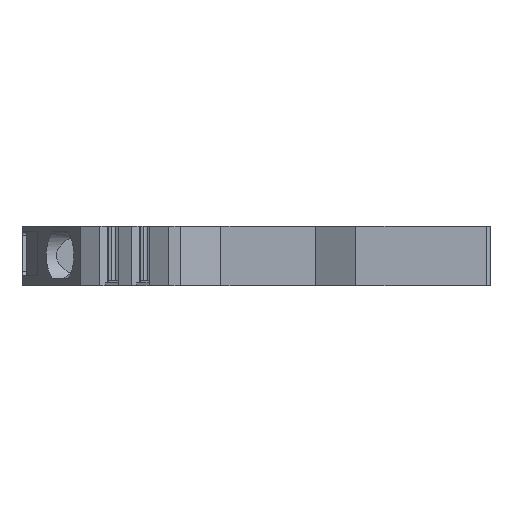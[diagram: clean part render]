
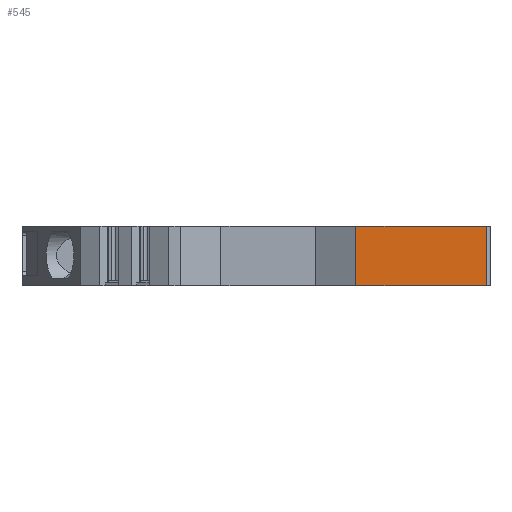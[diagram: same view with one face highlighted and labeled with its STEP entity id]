
A CAD part, left-side view. The second image highlights one B-rep face of the part: STEP entity #545.
In plain terms, the highlighted planar face has unit normal (-1, 0, 0).
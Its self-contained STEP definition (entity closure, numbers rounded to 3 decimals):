
#545=ADVANCED_FACE('',(#1144),#874,.T.);
#874=PLANE('',#7510);
#1144=FACE_OUTER_BOUND('',#1536,.T.);
#1536=EDGE_LOOP('',(#4248,#4249,#4250,#4251));
#1825=LINE('',#10081,#2529);
#1959=LINE('',#10394,#2663);
#2228=LINE('',#11352,#2932);
#2229=LINE('',#11353,#2933);
#2529=VECTOR('',#7994,1.);
#2663=VECTOR('',#8174,1.);
#2932=VECTOR('',#8977,1.);
#2933=VECTOR('',#8978,1.);
#4248=ORIENTED_EDGE('',*,*,#6156,.F.);
#4249=ORIENTED_EDGE('',*,*,#6556,.F.);
#4250=ORIENTED_EDGE('',*,*,#6000,.T.);
#4251=ORIENTED_EDGE('',*,*,#6557,.F.);
#5340=VERTEX_POINT('',#10080);
#5341=VERTEX_POINT('',#10082);
#5496=VERTEX_POINT('',#10393);
#5497=VERTEX_POINT('',#10395);
#6000=EDGE_CURVE('',#5341,#5340,#1825,.T.);
#6156=EDGE_CURVE('',#5496,#5497,#1959,.T.);
#6556=EDGE_CURVE('',#5341,#5496,#2228,.T.);
#6557=EDGE_CURVE('',#5497,#5340,#2229,.T.);
#7510=AXIS2_PLACEMENT_3D('',#11354,#8979,#8980);
#7994=DIRECTION('',(0.,-1.,0.));
#8174=DIRECTION('',(0.,-1.,0.));
#8977=DIRECTION('',(0.,0.,1.));
#8978=DIRECTION('',(0.,0.,-1.));
#8979=DIRECTION('',(-1.,0.,0.));
#8980=DIRECTION('',(0.,0.,1.));
#10080=CARTESIAN_POINT('',(-36.,-6.4,-5.1));
#10081=CARTESIAN_POINT('',(-36.,4.736,-5.1));
#10082=CARTESIAN_POINT('',(-36.,4.736,-5.1));
#10393=CARTESIAN_POINT('',(-36.,4.736,0.));
#10394=CARTESIAN_POINT('',(-36.,4.736,0.));
#10395=CARTESIAN_POINT('',(-36.,-6.4,0.));
#11352=CARTESIAN_POINT('',(-36.,4.736,-5.1));
#11353=CARTESIAN_POINT('',(-36.,-6.4,0.));
#11354=CARTESIAN_POINT('',(-36.,33.2,0.));
